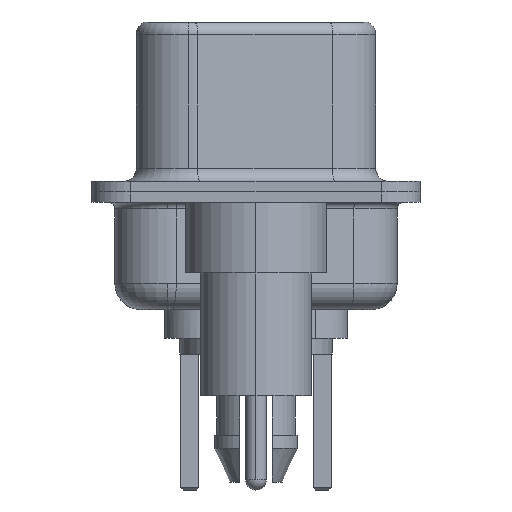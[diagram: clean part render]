
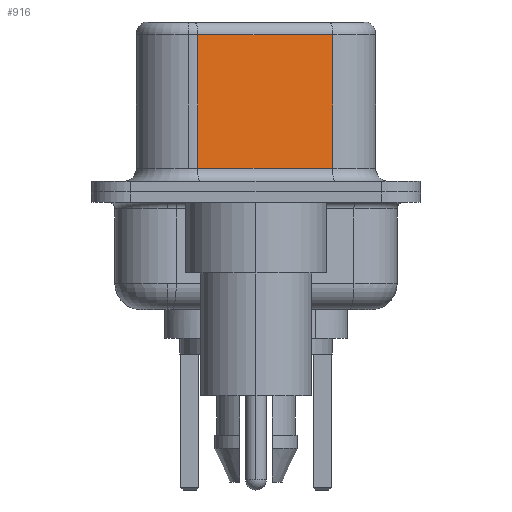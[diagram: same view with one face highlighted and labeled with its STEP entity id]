
A CAD part, left-side view. The second image highlights one B-rep face of the part: STEP entity #916.
In plain terms, the highlighted planar face has unit normal (-0.985, -0.174, 0).
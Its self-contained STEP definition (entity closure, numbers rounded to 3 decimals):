
#724 = VECTOR ( 'NONE', #13931, 1000. ) ;
#805 = VERTEX_POINT ( 'NONE', #5093 ) ;
#886 = PLANE ( 'NONE',  #5303 ) ;
#916 = ADVANCED_FACE ( 'NONE', ( #5044 ), #886, .F. ) ;
#965 = ORIENTED_EDGE ( 'NONE', *, *, #10084, .T. ) ;
#1000 = ORIENTED_EDGE ( 'NONE', *, *, #6345, .T. ) ;
#1439 = LINE ( 'NONE', #9458, #12077 ) ;
#2123 = CARTESIAN_POINT ( 'NONE',  ( 3.675, 2.233, 6.02 ) ) ;
#2353 = DIRECTION ( 'NONE',  ( 0., 0., -1. ) ) ;
#3082 = ORIENTED_EDGE ( 'NONE', *, *, #16904, .F. ) ;
#3560 = LINE ( 'NONE', #5698, #724 ) ;
#3952 = CARTESIAN_POINT ( 'NONE',  ( 4.585, -2.927, 6.52 ) ) ;
#4444 = VERTEX_POINT ( 'NONE', #15824 ) ;
#5044 = FACE_OUTER_BOUND ( 'NONE', #6248, .T. ) ;
#5093 = CARTESIAN_POINT ( 'NONE',  ( 4.585, -2.927, 0.9 ) ) ;
#5303 = AXIS2_PLACEMENT_3D ( 'NONE', #3952, #8135, #10972 ) ;
#5374 = DIRECTION ( 'NONE',  ( -0.174, 0.985, 0. ) ) ;
#5698 = CARTESIAN_POINT ( 'NONE',  ( 4.585, -2.927, 0.9 ) ) ;
#5725 = VECTOR ( 'NONE', #10401, 1000. ) ;
#5888 = LINE ( 'NONE', #8118, #16434 ) ;
#6204 = CARTESIAN_POINT ( 'NONE',  ( 4.585, -2.927, 6.52 ) ) ;
#6229 = VERTEX_POINT ( 'NONE', #2123 ) ;
#6248 = EDGE_LOOP ( 'NONE', ( #3082, #11856, #1000, #965 ) ) ;
#6345 = EDGE_CURVE ( 'NONE', #6229, #10165, #5888, .T. ) ;
#8118 = CARTESIAN_POINT ( 'NONE',  ( 3.675, 2.233, 6.52 ) ) ;
#8135 = DIRECTION ( 'NONE',  ( 0.985, 0.174, 0. ) ) ;
#9458 = CARTESIAN_POINT ( 'NONE',  ( 4.585, -2.927, 6.02 ) ) ;
#10084 = EDGE_CURVE ( 'NONE', #10165, #805, #3560, .T. ) ;
#10165 = VERTEX_POINT ( 'NONE', #16791 ) ;
#10401 = DIRECTION ( 'NONE',  ( 0., 0., -1. ) ) ;
#10972 = DIRECTION ( 'NONE',  ( -0.174, 0.985, 0. ) ) ;
#11856 = ORIENTED_EDGE ( 'NONE', *, *, #17770, .T. ) ;
#12077 = VECTOR ( 'NONE', #5374, 1000. ) ;
#13098 = LINE ( 'NONE', #6204, #5725 ) ;
#13931 = DIRECTION ( 'NONE',  ( 0.174, -0.985, 0. ) ) ;
#15824 = CARTESIAN_POINT ( 'NONE',  ( 4.585, -2.927, 6.02 ) ) ;
#16434 = VECTOR ( 'NONE', #2353, 1000. ) ;
#16791 = CARTESIAN_POINT ( 'NONE',  ( 3.675, 2.233, 0.9 ) ) ;
#16904 = EDGE_CURVE ( 'NONE', #4444, #805, #13098, .T. ) ;
#17770 = EDGE_CURVE ( 'NONE', #4444, #6229, #1439, .T. ) ;
